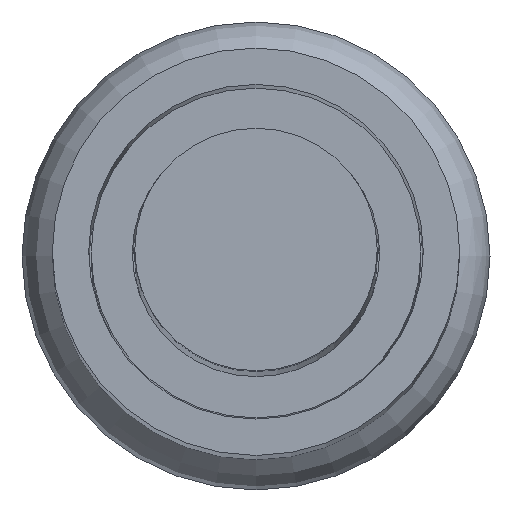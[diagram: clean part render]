
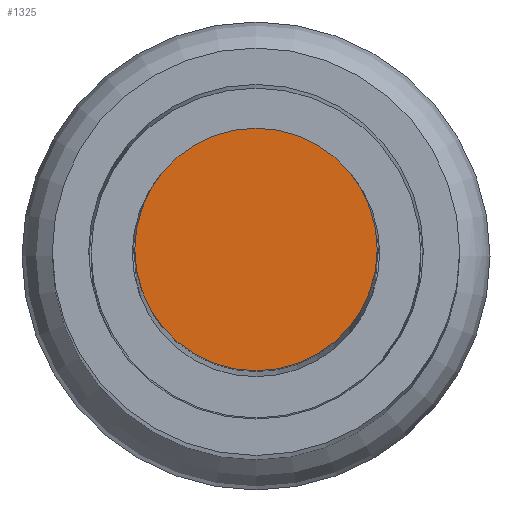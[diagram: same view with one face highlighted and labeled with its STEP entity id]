
A CAD part, top view. The second image highlights one B-rep face of the part: STEP entity #1325.
In plain terms, the highlighted planar face has unit normal (0, 0, 1).
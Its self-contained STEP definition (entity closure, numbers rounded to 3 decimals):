
#1205 = CYLINDRICAL_SURFACE('',#1206,0.5);
#1206 = AXIS2_PLACEMENT_3D('',#1207,#1208,#1209);
#1207 = CARTESIAN_POINT('',(0.,0.,31.35));
#1208 = DIRECTION('',(0.,0.,1.));
#1209 = DIRECTION('',(1.,0.,0.));
#1270 = EDGE_CURVE('',#1271,#1271,#1273,.T.);
#1271 = VERTEX_POINT('',#1272);
#1272 = CARTESIAN_POINT('',(0.5,0.,33.35));
#1273 = SURFACE_CURVE('',#1274,(#1279,#1286),.PCURVE_S1.);
#1274 = CIRCLE('',#1275,0.5);
#1275 = AXIS2_PLACEMENT_3D('',#1276,#1277,#1278);
#1276 = CARTESIAN_POINT('',(0.,0.,33.35));
#1277 = DIRECTION('',(0.,0.,1.));
#1278 = DIRECTION('',(1.,0.,0.));
#1279 = PCURVE('',#1205,#1280);
#1280 = DEFINITIONAL_REPRESENTATION('',(#1281),#1285);
#1281 = LINE('',#1282,#1283);
#1282 = CARTESIAN_POINT('',(0.,2.));
#1283 = VECTOR('',#1284,1.);
#1284 = DIRECTION('',(1.,0.));
#1285 = ( GEOMETRIC_REPRESENTATION_CONTEXT(2) 
PARAMETRIC_REPRESENTATION_CONTEXT() REPRESENTATION_CONTEXT('2D SPACE',''
  ) );
#1286 = PCURVE('',#1287,#1292);
#1287 = PLANE('',#1288);
#1288 = AXIS2_PLACEMENT_3D('',#1289,#1290,#1291);
#1289 = CARTESIAN_POINT('',(0.,0.,33.35));
#1290 = DIRECTION('',(0.,0.,1.));
#1291 = DIRECTION('',(1.,0.,0.));
#1292 = DEFINITIONAL_REPRESENTATION('',(#1293),#1297);
#1293 = CIRCLE('',#1294,0.5);
#1294 = AXIS2_PLACEMENT_2D('',#1295,#1296);
#1295 = CARTESIAN_POINT('',(0.,0.));
#1296 = DIRECTION('',(1.,0.));
#1297 = ( GEOMETRIC_REPRESENTATION_CONTEXT(2) 
PARAMETRIC_REPRESENTATION_CONTEXT() REPRESENTATION_CONTEXT('2D SPACE',''
  ) );
#1325 = ADVANCED_FACE('',(#1326),#1287,.T.);
#1326 = FACE_BOUND('',#1327,.T.);
#1327 = EDGE_LOOP('',(#1328));
#1328 = ORIENTED_EDGE('',*,*,#1270,.T.);
